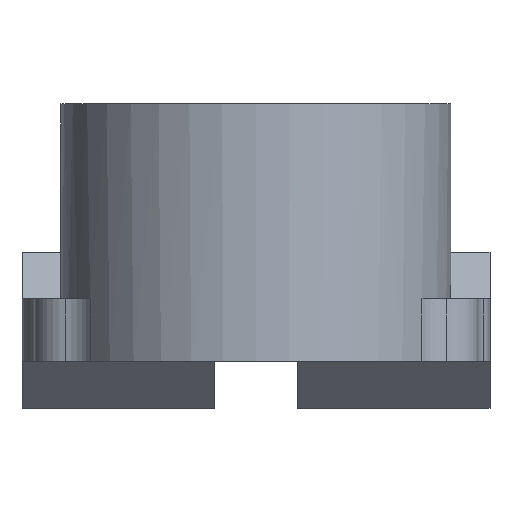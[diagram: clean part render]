
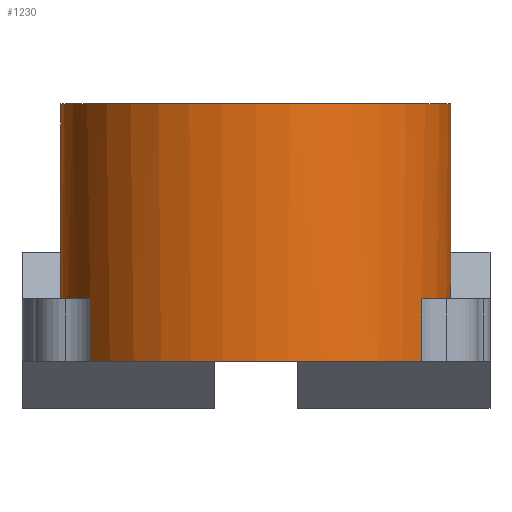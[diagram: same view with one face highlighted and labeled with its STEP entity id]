
A CAD part, front view. The second image highlights one B-rep face of the part: STEP entity #1230.
In plain terms, the highlighted cylindrical face has radius 10 mm (diameter 20 mm), a full revolution.
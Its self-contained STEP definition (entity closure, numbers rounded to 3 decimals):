
#118=FACE_OUTER_BOUND('',#185,.T.);
#185=EDGE_LOOP('',(#885,#886,#887,#888,#889,#890,#891,#892));
#275=LINE('',#1813,#384);
#276=LINE('',#1818,#385);
#277=LINE('',#1820,#386);
#384=VECTOR('',#1500,10.);
#385=VECTOR('',#1507,10.);
#386=VECTOR('',#1508,10.);
#471=CIRCLE('',#1318,10.);
#472=CIRCLE('',#1319,10.);
#481=CIRCLE('',#1339,10.);
#482=CIRCLE('',#1340,10.);
#516=VERTEX_POINT('',#1750);
#517=VERTEX_POINT('',#1752);
#518=VERTEX_POINT('',#1754);
#537=VERTEX_POINT('',#1812);
#538=VERTEX_POINT('',#1816);
#539=VERTEX_POINT('',#1819);
#644=EDGE_CURVE('',#516,#517,#471,.T.);
#645=EDGE_CURVE('',#517,#518,#472,.T.);
#674=EDGE_CURVE('',#518,#537,#275,.T.);
#676=EDGE_CURVE('',#538,#538,#481,.T.);
#677=EDGE_CURVE('',#538,#517,#276,.T.);
#678=EDGE_CURVE('',#539,#516,#277,.T.);
#679=EDGE_CURVE('',#537,#539,#482,.T.);
#885=ORIENTED_EDGE('',*,*,#676,.F.);
#886=ORIENTED_EDGE('',*,*,#677,.T.);
#887=ORIENTED_EDGE('',*,*,#644,.F.);
#888=ORIENTED_EDGE('',*,*,#678,.F.);
#889=ORIENTED_EDGE('',*,*,#679,.F.);
#890=ORIENTED_EDGE('',*,*,#674,.F.);
#891=ORIENTED_EDGE('',*,*,#645,.F.);
#892=ORIENTED_EDGE('',*,*,#677,.F.);
#1198=CYLINDRICAL_SURFACE('',#1338,10.);
#1230=ADVANCED_FACE('',(#118),#1198,.T.);
#1318=AXIS2_PLACEMENT_3D('',#1753,#1441,#1442);
#1319=AXIS2_PLACEMENT_3D('',#1755,#1443,#1444);
#1338=AXIS2_PLACEMENT_3D('',#1815,#1503,#1504);
#1339=AXIS2_PLACEMENT_3D('',#1817,#1505,#1506);
#1340=AXIS2_PLACEMENT_3D('',#1821,#1509,#1510);
#1441=DIRECTION('center_axis',(0.,0.,-1.));
#1442=DIRECTION('ref_axis',(1.,0.,0.));
#1443=DIRECTION('center_axis',(0.,0.,-1.));
#1444=DIRECTION('ref_axis',(1.,0.,0.));
#1500=DIRECTION('',(0.,0.,-1.));
#1503=DIRECTION('center_axis',(0.,0.,1.));
#1504=DIRECTION('ref_axis',(1.,0.,0.));
#1505=DIRECTION('center_axis',(0.,0.,1.));
#1506=DIRECTION('ref_axis',(1.,0.,0.));
#1507=DIRECTION('',(0.,0.,-1.));
#1508=DIRECTION('',(0.,0.,1.));
#1509=DIRECTION('center_axis',(0.,0.,-1.));
#1510=DIRECTION('ref_axis',(-1.,0.,0.));
#1750=CARTESIAN_POINT('',(-8.511,-5.25,3.2));
#1752=CARTESIAN_POINT('',(-10.,0.,3.2));
#1753=CARTESIAN_POINT('Origin',(0.,0.,3.2));
#1754=CARTESIAN_POINT('',(8.511,-5.25,3.2));
#1755=CARTESIAN_POINT('Origin',(0.,0.,3.2));
#1812=CARTESIAN_POINT('',(8.511,-5.25,0.));
#1813=CARTESIAN_POINT('',(8.511,-5.25,3.2));
#1815=CARTESIAN_POINT('Origin',(0.,0.,3.2));
#1816=CARTESIAN_POINT('',(-10.,0.,13.2));
#1817=CARTESIAN_POINT('Origin',(0.,0.,13.2));
#1818=CARTESIAN_POINT('',(-10.,0.,3.2));
#1819=CARTESIAN_POINT('',(-8.511,-5.25,0.));
#1820=CARTESIAN_POINT('',(-8.511,-5.25,3.2));
#1821=CARTESIAN_POINT('Origin',(0.,0.,0.));
